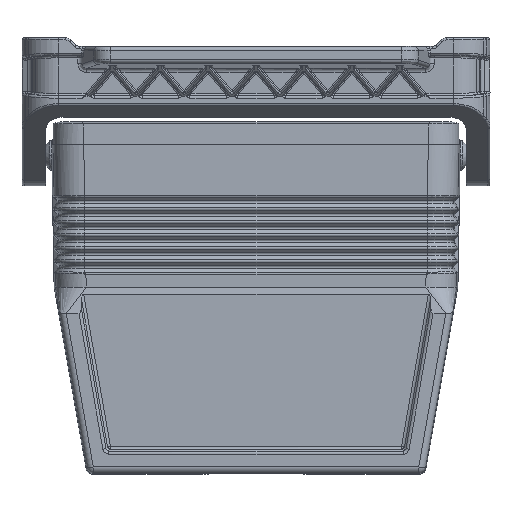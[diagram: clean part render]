
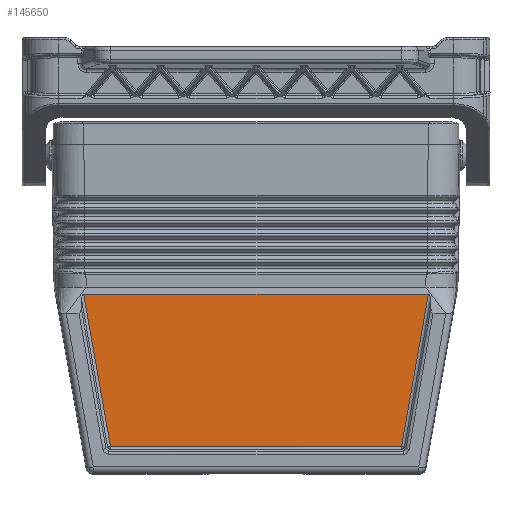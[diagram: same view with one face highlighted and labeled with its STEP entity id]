
A CAD part, front view. The second image highlights one B-rep face of the part: STEP entity #145650.
In plain terms, the highlighted face is planar.
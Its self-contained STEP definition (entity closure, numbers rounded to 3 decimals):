
#67990=CARTESIAN_POINT('',(417.083,-16.265,
69.818));
#68000=VERTEX_POINT('',#67990);
#139110=CARTESIAN_POINT('',(417.083,-22.423,
34.87));
#139120=VERTEX_POINT('',#139110);
#139150=CARTESIAN_POINT('',(417.083,44.373,
34.87));
#139160=DIRECTION('',(0.,1.,0.));
#139170=VECTOR('',#139160,1.);
#139180=LINE('',#139150,#139170);
#139190=CARTESIAN_POINT('',(417.083,56.735,
34.87));
#139200=VERTEX_POINT('',#139190);
#139210=EDGE_CURVE('',#139120,#139200,#139180,.T.);
#145370=CARTESIAN_POINT('',(417.083,-12.317,
48.893));
#145380=DIRECTION('',(1.,0.,0.));
#145390=DIRECTION('',(0.,1.,0.));
#145400=AXIS2_PLACEMENT_3D('',#145370,#145380,#145390);
#145410=PLANE('',#145400);
#145420=CARTESIAN_POINT('',(417.083,-26.411,
12.233));
#145430=DIRECTION('',(0.,0.174,
0.985));
#145440=VECTOR('',#145430,1.);
#145450=LINE('',#145420,#145440);
#145460=EDGE_CURVE('',#139120,#68000,#145450,.T.);
#145470=ORIENTED_EDGE('',*,*,#145460,.F.);
#145480=CARTESIAN_POINT('',(417.083,44.373,
69.818));
#145490=DIRECTION('',(0.,1.,0.));
#145500=VECTOR('',#145490,1.);
#145510=LINE('',#145480,#145500);
#145520=CARTESIAN_POINT('',(417.083,50.578,
69.818));
#145530=VERTEX_POINT('',#145520);
#145540=EDGE_CURVE('',#68000,#145530,#145510,.T.);
#145550=ORIENTED_EDGE('',*,*,#145540,.F.);
#145560=CARTESIAN_POINT('',(417.083,60.723,
12.233));
#145570=DIRECTION('',(0.,-0.174,
0.985));
#145580=VECTOR('',#145570,1.);
#145590=LINE('',#145560,#145580);
#145600=EDGE_CURVE('',#139200,#145530,#145590,.T.);
#145610=ORIENTED_EDGE('',*,*,#145600,.T.);
#145620=ORIENTED_EDGE('',*,*,#139210,.T.);
#145630=EDGE_LOOP('',(#145620,#145610,#145550,#145470));
#145640=FACE_OUTER_BOUND('',#145630,.T.);
#145650=ADVANCED_FACE('',(#145640),#145410,.T.);
